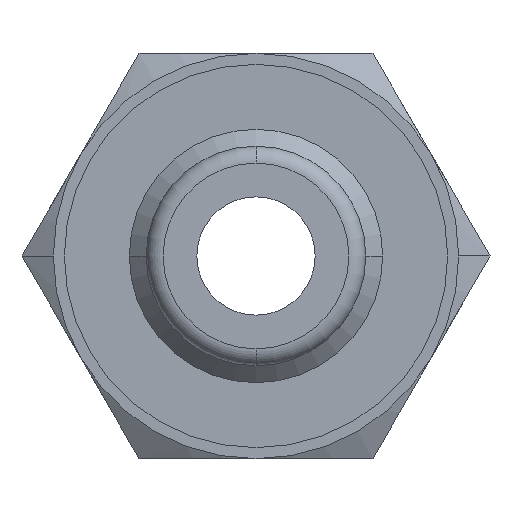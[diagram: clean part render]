
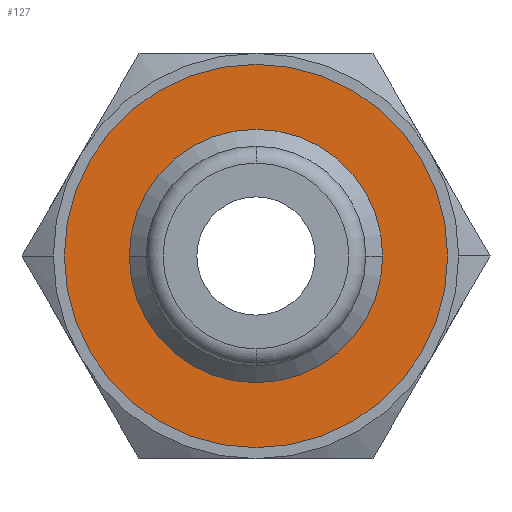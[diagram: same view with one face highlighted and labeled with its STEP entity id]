
A CAD part, front view. The second image highlights one B-rep face of the part: STEP entity #127.
In plain terms, the highlighted planar face has unit normal (0, -1, 0).
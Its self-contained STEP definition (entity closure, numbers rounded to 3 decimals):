
#127=ADVANCED_FACE('',(#275,#276),#277,.T.);
#275=FACE_OUTER_BOUND('',#440,.T.);
#276=FACE_BOUND('',#441,.T.);
#277=PLANE('',#442);
#440=EDGE_LOOP('',(#739,#740));
#441=EDGE_LOOP('',(#741,#742));
#442=AXIS2_PLACEMENT_3D('',#743,#744,#745);
#739=ORIENTED_EDGE('',*,*,#1004,.T.);
#740=ORIENTED_EDGE('',*,*,#941,.T.);
#741=ORIENTED_EDGE('',*,*,#1049,.F.);
#742=ORIENTED_EDGE('',*,*,#1019,.F.);
#743=CARTESIAN_POINT('',(0.0,21.5,0.0));
#744=DIRECTION('',(0.0,-1.0,0.0));
#745=DIRECTION('',(-1.0,0.0,0.0));
#941=EDGE_CURVE('',#1103,#1100,#1104,.T.);
#1004=EDGE_CURVE('',#1100,#1103,#1207,.T.);
#1019=EDGE_CURVE('',#1225,#1227,#1228,.T.);
#1049=EDGE_CURVE('',#1227,#1225,#1267,.T.);
#1100=VERTEX_POINT('',#1323);
#1103=VERTEX_POINT('',#1327);
#1104=CIRCLE('',#1328,11.35);
#1207=CIRCLE('',#1600,11.35);
#1225=VERTEX_POINT('',#1631);
#1227=VERTEX_POINT('',#1634);
#1228=CIRCLE('',#1635,7.5);
#1267=CIRCLE('',#1713,7.5);
#1323=CARTESIAN_POINT('',(11.35,21.5,0.0));
#1327=CARTESIAN_POINT('',(-11.35,21.5,0.));
#1328=AXIS2_PLACEMENT_3D('',#1842,#1843,#1844);
#1600=AXIS2_PLACEMENT_3D('',#1920,#1921,#1922);
#1631=CARTESIAN_POINT('',(7.5,21.5,0.));
#1634=CARTESIAN_POINT('',(-7.5,21.5,0.));
#1635=AXIS2_PLACEMENT_3D('',#1944,#1945,#1946);
#1713=AXIS2_PLACEMENT_3D('',#1986,#1987,#1988);
#1842=CARTESIAN_POINT('',(0.0,21.5,0.0));
#1843=DIRECTION('',(0.0,-1.0,0.0));
#1844=DIRECTION('',(1.0,0.0,0.0));
#1920=CARTESIAN_POINT('',(0.0,21.5,0.0));
#1921=DIRECTION('',(0.0,-1.0,0.0));
#1922=DIRECTION('',(1.0,0.0,0.0));
#1944=CARTESIAN_POINT('',(0.0,21.5,0.0));
#1945=DIRECTION('',(0.0,-1.0,0.0));
#1946=DIRECTION('',(1.0,0.0,0.0));
#1986=CARTESIAN_POINT('',(0.0,21.5,0.0));
#1987=DIRECTION('',(0.0,-1.0,0.0));
#1988=DIRECTION('',(1.0,0.0,0.0));
